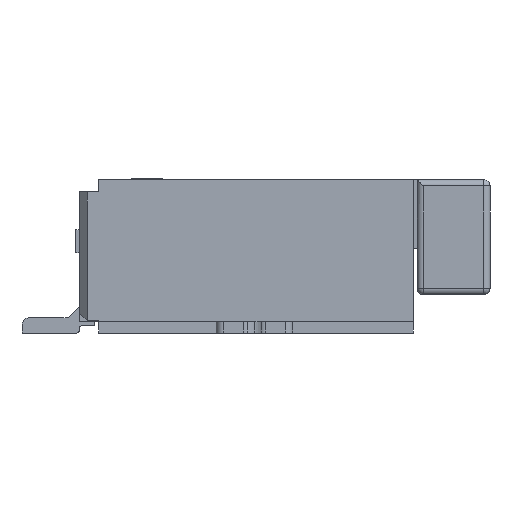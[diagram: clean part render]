
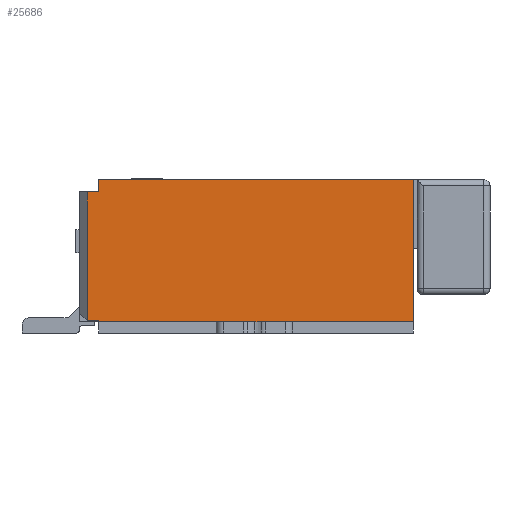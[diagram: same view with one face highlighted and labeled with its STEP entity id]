
A CAD part, left-side view. The second image highlights one B-rep face of the part: STEP entity #25686.
In plain terms, the highlighted planar face has unit normal (-1, 0, 0).
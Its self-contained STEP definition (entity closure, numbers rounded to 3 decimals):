
#311 = LINE ( 'NONE', #5540, #4650 ) ;
#1492 = EDGE_CURVE ( 'NONE', #23641, #32613, #30308, .T. ) ;
#1673 = EDGE_CURVE ( 'NONE', #4374, #16145, #311, .T. ) ;
#1725 = CARTESIAN_POINT ( 'NONE',  ( -3.7, -0.625, 0.15 ) ) ;
#2225 = ORIENTED_EDGE ( 'NONE', *, *, #21847, .T. ) ;
#2464 = VECTOR ( 'NONE', #23075, 1000. ) ;
#3017 = ORIENTED_EDGE ( 'NONE', *, *, #1492, .F. ) ;
#3476 = DIRECTION ( 'NONE',  ( 0., 1., 0. ) ) ;
#3863 = ORIENTED_EDGE ( 'NONE', *, *, #33343, .T. ) ;
#4189 = CARTESIAN_POINT ( 'NONE',  ( -3.7, -0.625, 2. ) ) ;
#4374 = VERTEX_POINT ( 'NONE', #26036 ) ;
#4650 = VECTOR ( 'NONE', #25611, 1000. ) ;
#4738 = FACE_OUTER_BOUND ( 'NONE', #5026, .T. ) ;
#4882 = VECTOR ( 'NONE', #14847, 1000. ) ;
#5026 = EDGE_LOOP ( 'NONE', ( #6834, #2225, #14746, #3017, #15443, #20852, #3863, #17896 ) ) ;
#5200 = LINE ( 'NONE', #18422, #16336 ) ;
#5383 = EDGE_CURVE ( 'NONE', #4374, #23641, #33140, .T. ) ;
#5530 = DIRECTION ( 'NONE',  ( 0., 0., 1. ) ) ;
#5540 = CARTESIAN_POINT ( 'NONE',  ( -3.7, -4.725, 0. ) ) ;
#6834 = ORIENTED_EDGE ( 'NONE', *, *, #30886, .T. ) ;
#7524 = CARTESIAN_POINT ( 'NONE',  ( -3.7, -4.725, 0.15 ) ) ;
#8138 = DIRECTION ( 'NONE',  ( 0., -1., 0. ) ) ;
#8925 = CARTESIAN_POINT ( 'NONE',  ( -3.7, -0.625, 0.16 ) ) ;
#9020 = VECTOR ( 'NONE', #3476, 1000. ) ;
#9656 = DIRECTION ( 'NONE',  ( 0., 1., 0. ) ) ;
#10049 = CARTESIAN_POINT ( 'NONE',  ( -3.7, -0.625, 1.84 ) ) ;
#10128 = AXIS2_PLACEMENT_3D ( 'NONE', #18817, #29039, #8138 ) ;
#10150 = LINE ( 'NONE', #27673, #18909 ) ;
#14686 = VECTOR ( 'NONE', #14688, 1000. ) ;
#14688 = DIRECTION ( 'NONE',  ( 0., 0., 1. ) ) ;
#14746 = ORIENTED_EDGE ( 'NONE', *, *, #28557, .F. ) ;
#14847 = DIRECTION ( 'NONE',  ( 0., 0., -1. ) ) ;
#15443 = ORIENTED_EDGE ( 'NONE', *, *, #5383, .F. ) ;
#15686 = DIRECTION ( 'NONE',  ( 0., 1., 0. ) ) ;
#16145 = VERTEX_POINT ( 'NONE', #23119 ) ;
#16336 = VECTOR ( 'NONE', #15686, 1000. ) ;
#17070 = CARTESIAN_POINT ( 'NONE',  ( -3.7, -0.625, 2. ) ) ;
#17896 = ORIENTED_EDGE ( 'NONE', *, *, #22585, .F. ) ;
#18422 = CARTESIAN_POINT ( 'NONE',  ( -3.7, -0.625, 0.16 ) ) ;
#18817 = CARTESIAN_POINT ( 'NONE',  ( -3.7, 0., 0. ) ) ;
#18909 = VECTOR ( 'NONE', #9656, 1000. ) ;
#19785 = CARTESIAN_POINT ( 'NONE',  ( -3.7, -0.625, 0. ) ) ;
#20257 = VERTEX_POINT ( 'NONE', #17070 ) ;
#20852 = ORIENTED_EDGE ( 'NONE', *, *, #1673, .T. ) ;
#21207 = VERTEX_POINT ( 'NONE', #10049 ) ;
#21847 = EDGE_CURVE ( 'NONE', #28123, #29668, #24787, .T. ) ;
#22060 = LINE ( 'NONE', #24239, #9020 ) ;
#22224 = CARTESIAN_POINT ( 'NONE',  ( -3.7, -0.475, 0.16 ) ) ;
#22585 = EDGE_CURVE ( 'NONE', #21207, #20257, #27295, .T. ) ;
#23075 = DIRECTION ( 'NONE',  ( 0., 1., 0. ) ) ;
#23119 = CARTESIAN_POINT ( 'NONE',  ( -3.7, -4.725, 2. ) ) ;
#23641 = VERTEX_POINT ( 'NONE', #1725 ) ;
#24239 = CARTESIAN_POINT ( 'NONE',  ( -3.7, -0.625, 1.84 ) ) ;
#24691 = CARTESIAN_POINT ( 'NONE',  ( -3.7, -0.475, 1.84 ) ) ;
#24787 = LINE ( 'NONE', #27460, #4882 ) ;
#24951 = VECTOR ( 'NONE', #5530, 1000. ) ;
#25611 = DIRECTION ( 'NONE',  ( 0., 0., 1. ) ) ;
#25686 = ADVANCED_FACE ( 'NONE', ( #4738 ), #32895, .T. ) ;
#26036 = CARTESIAN_POINT ( 'NONE',  ( -3.7, -4.725, 0.15 ) ) ;
#27295 = LINE ( 'NONE', #4189, #24951 ) ;
#27460 = CARTESIAN_POINT ( 'NONE',  ( -3.7, -0.475, 0.16 ) ) ;
#27673 = CARTESIAN_POINT ( 'NONE',  ( -3.7, -0.375, 2. ) ) ;
#28123 = VERTEX_POINT ( 'NONE', #24691 ) ;
#28557 = EDGE_CURVE ( 'NONE', #32613, #29668, #5200, .T. ) ;
#29039 = DIRECTION ( 'NONE',  ( -1., 0., 0. ) ) ;
#29668 = VERTEX_POINT ( 'NONE', #22224 ) ;
#30308 = LINE ( 'NONE', #19785, #14686 ) ;
#30886 = EDGE_CURVE ( 'NONE', #21207, #28123, #22060, .T. ) ;
#32613 = VERTEX_POINT ( 'NONE', #8925 ) ;
#32895 = PLANE ( 'NONE',  #10128 ) ;
#33140 = LINE ( 'NONE', #7524, #2464 ) ;
#33343 = EDGE_CURVE ( 'NONE', #16145, #20257, #10150, .T. ) ;
